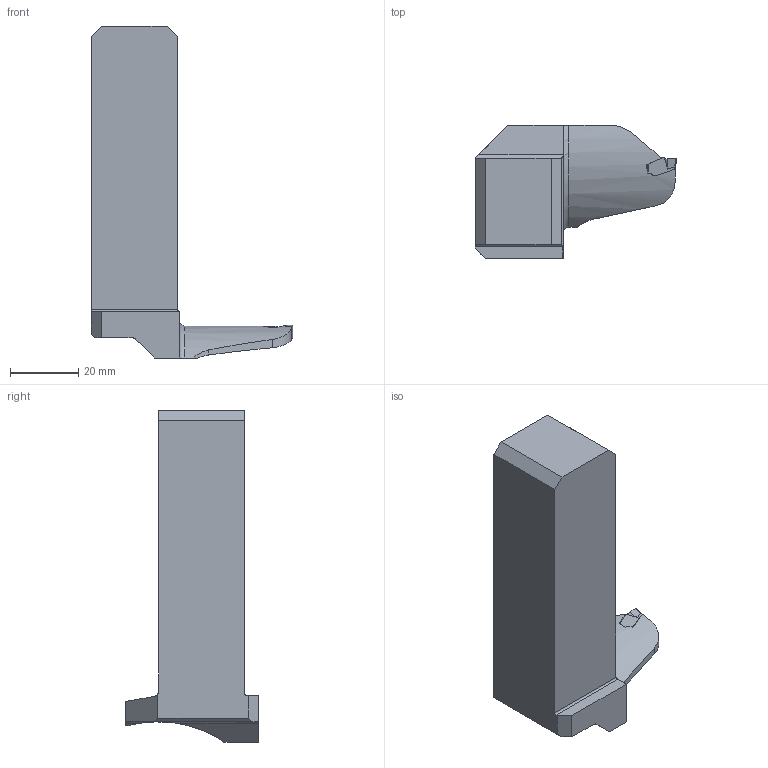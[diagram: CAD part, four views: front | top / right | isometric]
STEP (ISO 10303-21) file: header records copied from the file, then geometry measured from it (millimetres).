
FILE_DESCRIPTION(/* description */ (''),/* implementation_level */ '2;1');
FILE_NAME(/* name */ 'toolassembly_1.stp',/* time_stamp */ '2019-12-23T14:00:48+01:00',/* author */ (''),/* organization */ ('SMS'),/* preprocessor_version */ 'ST-DEVELOPER v16.7',/* originating_system */ 'SIEMENS PLM Software NX 12.0',/* authorisation */ '');
FILE_SCHEMA (('AUTOMOTIVE_DESIGN { 1 0 10303 214 3 1 1 1 }'));
Length unit declared in the file: millimetre
Products named in the file (4): ASSEMBLY_CONSTRUCTION; CUT_20191223140026; NOCUT_20191223135952; TOOLASSEMBLY_1
Assembly tree (3 placements, depth 2):
  TOOLASSEMBLY_1
    NOCUT_20191223135952
    CUT_20191223140026
    ASSEMBLY_CONSTRUCTION
Bounding box: 59.25 x 39.15 x 97.64 mm (x, y, z)
Volume: 64257.9 mm3; surface area: 13197 mm2
Topology: 2 solids, 2 shells, 62 faces, 207 edges, 157 vertices
Faces by surface type: plane 32, cylinder 20, bspline 8, torus 1, extrusion 1
Entity records: 8132 total; most frequent: CARTESIAN_POINT 6287, ORIENTED_EDGE 412, DIRECTION 275, EDGE_CURVE 206, VERTEX_POINT 148, AXIS2_PLACEMENT_3D 94, B_SPLINE_CURVE_WITH_KNOTS 91, VECTOR 87
